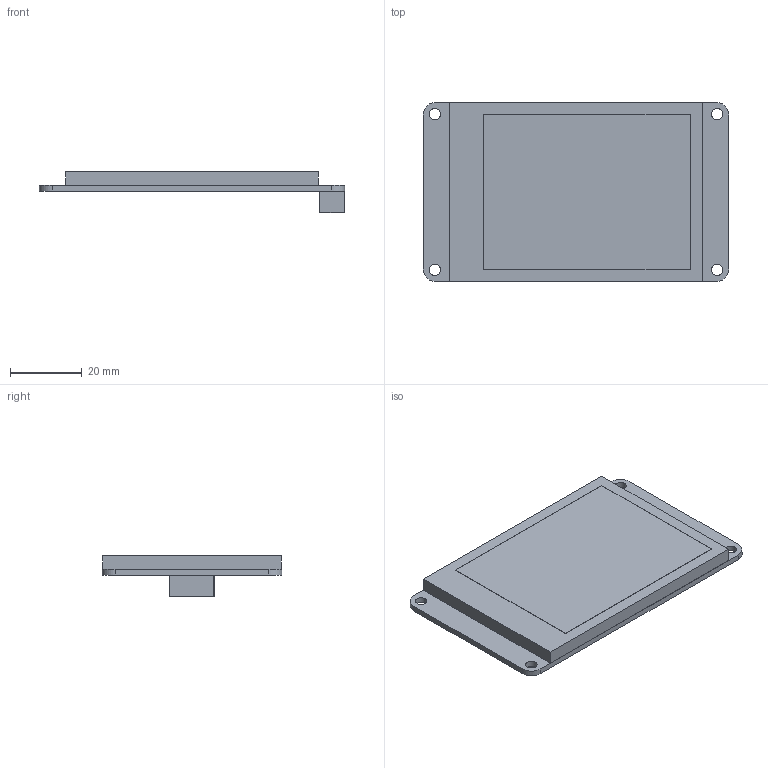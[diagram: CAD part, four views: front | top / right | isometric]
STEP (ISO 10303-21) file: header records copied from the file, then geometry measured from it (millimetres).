
FILE_DESCRIPTION(/* description */ (''),/* implementation_level */ '2;1');
FILE_NAME(/* name */ '7ed2d4ea-ecae-44cc-8d6d-b97e5dcd28c6.stp',/* time_stamp */ '2016-09-22T07:07:24+00:00',/* author */ (''),/* organization */ (''),/* preprocessor_version */ 'ST-DEVELOPER v16.5',/* originating_system */ 'Autodesk Translation Framework v5.1.0.2740',/* authorisation */ '');
FILE_SCHEMA (('AUTOMOTIVE_DESIGN { 1 0 10303 214 3 1 1 }'));
Length unit declared in the file: centimetre
Products named in the file (2): 7ed2d4ea-ecae-44cc-8d6d-b97e5dcd28c6; Nextion Display 2,8 für Aufkleber
Assembly tree (1 placements, depth 2):
  7ed2d4ea-ecae-44cc-8d6d-b97e5dcd28c6
    Nextion Display 2,8 für Aufkleber
Bounding box: 85 x 50 x 11.5 mm (x, y, z)
Volume: 20567.3 mm3; surface area: 10214.7 mm2
Topology: 1 solids, 1 shells, 45 faces, 112 edges, 68 vertices
Faces by surface type: plane 25, cylinder 16, sphere 4
Full cylindrical faces by diameter (mm): 3.2 x4
Entity records: 1372 total; most frequent: DIRECTION 232, CARTESIAN_POINT 220, ORIENTED_EDGE 208, EDGE_CURVE 104, AXIS2_PLACEMENT_3D 80, LINE 72, VECTOR 72, VERTEX_POINT 68
